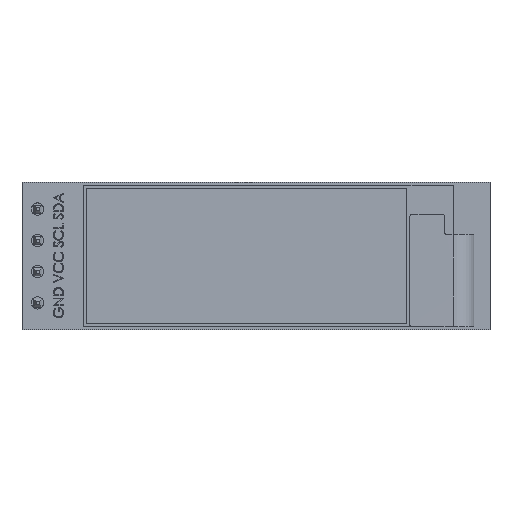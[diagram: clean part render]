
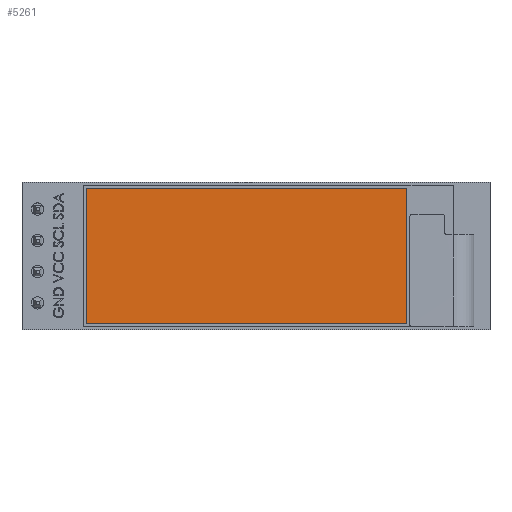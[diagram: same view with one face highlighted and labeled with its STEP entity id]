
A CAD part, top view. The second image highlights one B-rep face of the part: STEP entity #5261.
In plain terms, the highlighted planar face has unit normal (0, 0, 1).
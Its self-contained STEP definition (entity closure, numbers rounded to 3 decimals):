
#373=FACE_OUTER_BOUND('',#689,.T.);
#689=EDGE_LOOP('',(#3578,#3579,#3580,#3581));
#1042=LINE('',#7066,#1635);
#1045=LINE('',#7071,#1638);
#1047=LINE('',#7075,#1640);
#1048=LINE('',#7077,#1641);
#1635=VECTOR('',#5955,1000.);
#1638=VECTOR('',#5960,1000.);
#1640=VECTOR('',#5964,1000.);
#1641=VECTOR('',#5967,1000.);
#2224=VERTEX_POINT('',#7063);
#2225=VERTEX_POINT('',#7065);
#2226=VERTEX_POINT('',#7069);
#2227=VERTEX_POINT('',#7073);
#2741=EDGE_CURVE('',#2225,#2224,#1042,.T.);
#2744=EDGE_CURVE('',#2224,#2226,#1045,.T.);
#2746=EDGE_CURVE('',#2226,#2227,#1047,.T.);
#2747=EDGE_CURVE('',#2227,#2225,#1048,.T.);
#3578=ORIENTED_EDGE('',*,*,#2741,.T.);
#3579=ORIENTED_EDGE('',*,*,#2744,.T.);
#3580=ORIENTED_EDGE('',*,*,#2746,.T.);
#3581=ORIENTED_EDGE('',*,*,#2747,.T.);
#5029=PLANE('',#5624);
#5261=ADVANCED_FACE('',(#373),#5029,.T.);
#5624=AXIS2_PLACEMENT_3D('',#7078,#5968,#5969);
#5955=DIRECTION('',(0.,1.,0.));
#5960=DIRECTION('',(-1.,0.,0.));
#5964=DIRECTION('',(0.,-1.,0.));
#5967=DIRECTION('',(1.,0.,0.));
#5968=DIRECTION('center_axis',(0.,0.,1.));
#5969=DIRECTION('ref_axis',(1.,0.,0.));
#7063=CARTESIAN_POINT('',(12.25,5.5,2.9));
#7065=CARTESIAN_POINT('',(12.25,-5.5,2.9));
#7066=CARTESIAN_POINT('',(12.25,5.5,2.9));
#7069=CARTESIAN_POINT('',(-13.75,5.5,2.9));
#7071=CARTESIAN_POINT('',(-13.75,5.5,2.9));
#7073=CARTESIAN_POINT('',(-13.75,-5.5,2.9));
#7075=CARTESIAN_POINT('',(-13.75,5.5,2.9));
#7077=CARTESIAN_POINT('',(-13.75,-5.5,2.9));
#7078=CARTESIAN_POINT('Origin',(0.,0.,2.9));
